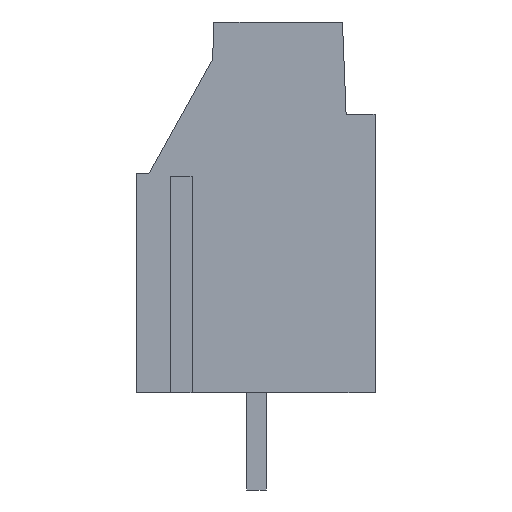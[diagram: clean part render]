
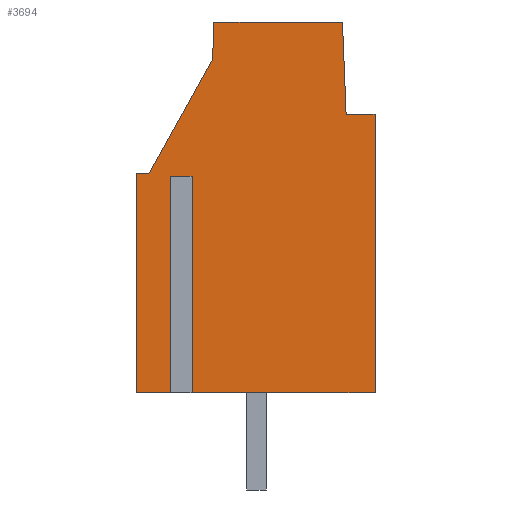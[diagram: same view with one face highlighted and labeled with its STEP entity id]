
A CAD part, left-side view. The second image highlights one B-rep face of the part: STEP entity #3694.
In plain terms, the highlighted planar face has unit normal (-1, 0, 0).
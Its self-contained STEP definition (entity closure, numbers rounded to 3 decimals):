
#3653=AXIS2_PLACEMENT_3D('Plane Axis2P3D',#3650,#3651,#3652) ;
#225=CARTESIAN_POINT('Vertex',(-15.,-11.,4.55)) ;
#300=CARTESIAN_POINT('Vertex',(-15.,-11.,17.4)) ;
#303=CARTESIAN_POINT('Line Origine',(-15.,-11.,10.975)) ;
#451=CARTESIAN_POINT('Vertex',(-15.,-9.495,21.67)) ;
#454=CARTESIAN_POINT('Line Origine',(-15.,-9.579,19.535)) ;
#458=CARTESIAN_POINT('Vertex',(-15.,-9.663,17.4)) ;
#505=CARTESIAN_POINT('Line Origine',(-15.,-6.625,4.55)) ;
#509=CARTESIAN_POINT('Vertex',(-15.,-2.25,4.55)) ;
#558=CARTESIAN_POINT('Vertex',(-15.,-1.85,4.55)) ;
#561=CARTESIAN_POINT('Line Origine',(-15.,-0.925,4.55)) ;
#565=CARTESIAN_POINT('Vertex',(-15.,0.,4.55)) ;
#1169=CARTESIAN_POINT('Vertex',(-15.,-3.554,21.67)) ;
#1172=CARTESIAN_POINT('Line Origine',(-15.,-6.525,21.67)) ;
#1439=CARTESIAN_POINT('Line Origine',(-15.,0.,9.6)) ;
#1443=CARTESIAN_POINT('Vertex',(-15.,0.,14.65)) ;
#1911=CARTESIAN_POINT('Vertex',(-15.,-3.494,19.949)) ;
#1995=CARTESIAN_POINT('Vertex',(-15.,-0.555,14.65)) ;
#1998=CARTESIAN_POINT('Line Origine',(-15.,-2.025,17.3)) ;
#2027=CARTESIAN_POINT('Line Origine',(-15.,-3.524,20.81)) ;
#3624=CARTESIAN_POINT('Line Origine',(-15.,-10.331,17.4)) ;
#3650=CARTESIAN_POINT('Axis2P3D Location',(-15.,-15.468,3.1)) ;
#3655=CARTESIAN_POINT('Line Origine',(-15.,-1.85,9.55)) ;
#3659=CARTESIAN_POINT('Vertex',(-15.,-1.85,14.55)) ;
#3662=CARTESIAN_POINT('Line Origine',(-15.,-2.05,14.55)) ;
#3666=CARTESIAN_POINT('Vertex',(-15.,-2.25,14.55)) ;
#3669=CARTESIAN_POINT('Line Origine',(-15.,-2.25,9.55)) ;
#3674=CARTESIAN_POINT('Line Origine',(-15.,-0.278,14.65)) ;
#304=DIRECTION('Vector Direction',(0.,0.,1.)) ;
#455=DIRECTION('Vector Direction',(0.,-0.039,-0.999)) ;
#506=DIRECTION('Vector Direction',(0.,1.,0.)) ;
#562=DIRECTION('Vector Direction',(0.,1.,0.)) ;
#1173=DIRECTION('Vector Direction',(0.,1.,0.)) ;
#1440=DIRECTION('Vector Direction',(0.,0.,-1.)) ;
#1999=DIRECTION('Vector Direction',(0.,-0.485,0.875)) ;
#2028=DIRECTION('Vector Direction',(0.,0.035,-0.999)) ;
#3625=DIRECTION('Vector Direction',(0.,1.,0.)) ;
#3651=DIRECTION('Axis2P3D Direction',(1.,0.,0.)) ;
#3652=DIRECTION('Axis2P3D XDirection',(0.,1.,0.)) ;
#3656=DIRECTION('Vector Direction',(0.,0.,1.)) ;
#3663=DIRECTION('Vector Direction',(0.,-1.,0.)) ;
#3670=DIRECTION('Vector Direction',(0.,0.,1.)) ;
#3675=DIRECTION('Vector Direction',(0.,-1.,0.)) ;
#305=VECTOR('Line Direction',#304,1.) ;
#456=VECTOR('Line Direction',#455,1.) ;
#507=VECTOR('Line Direction',#506,1.) ;
#563=VECTOR('Line Direction',#562,1.) ;
#1174=VECTOR('Line Direction',#1173,1.) ;
#1441=VECTOR('Line Direction',#1440,1.) ;
#2000=VECTOR('Line Direction',#1999,1.) ;
#2029=VECTOR('Line Direction',#2028,1.) ;
#3626=VECTOR('Line Direction',#3625,1.) ;
#3657=VECTOR('Line Direction',#3656,1.) ;
#3664=VECTOR('Line Direction',#3663,1.) ;
#3671=VECTOR('Line Direction',#3670,1.) ;
#3676=VECTOR('Line Direction',#3675,1.) ;
#3680=ORIENTED_EDGE('',*,*,#3661,.T.) ;
#3681=ORIENTED_EDGE('',*,*,#3668,.T.) ;
#3682=ORIENTED_EDGE('',*,*,#3673,.F.) ;
#3683=ORIENTED_EDGE('',*,*,#511,.F.) ;
#3684=ORIENTED_EDGE('',*,*,#307,.F.) ;
#3685=ORIENTED_EDGE('',*,*,#3628,.F.) ;
#3686=ORIENTED_EDGE('',*,*,#460,.F.) ;
#3687=ORIENTED_EDGE('',*,*,#1176,.F.) ;
#3688=ORIENTED_EDGE('',*,*,#2031,.F.) ;
#3689=ORIENTED_EDGE('',*,*,#2002,.F.) ;
#3690=ORIENTED_EDGE('',*,*,#3678,.F.) ;
#3691=ORIENTED_EDGE('',*,*,#1445,.F.) ;
#3692=ORIENTED_EDGE('',*,*,#567,.F.) ;
#3694=ADVANCED_FACE('housing',(#3693),#3654,.F.) ;
#307=EDGE_CURVE('',#301,#226,#306,.F.) ;
#460=EDGE_CURVE('',#452,#459,#457,.T.) ;
#511=EDGE_CURVE('',#226,#510,#508,.T.) ;
#567=EDGE_CURVE('',#559,#566,#564,.T.) ;
#1176=EDGE_CURVE('',#1170,#452,#1175,.F.) ;
#1445=EDGE_CURVE('',#566,#1444,#1442,.F.) ;
#2002=EDGE_CURVE('',#1996,#1912,#2001,.T.) ;
#2031=EDGE_CURVE('',#1912,#1170,#2030,.F.) ;
#3628=EDGE_CURVE('',#459,#301,#3627,.F.) ;
#3661=EDGE_CURVE('',#559,#3660,#3658,.T.) ;
#3668=EDGE_CURVE('',#3660,#3667,#3665,.T.) ;
#3673=EDGE_CURVE('',#510,#3667,#3672,.T.) ;
#3678=EDGE_CURVE('',#1444,#1996,#3677,.T.) ;
#3679=EDGE_LOOP('',(#3680,#3681,#3682,#3683,#3684,#3685,#3686,#3687,#3688,#3689,#3690,#3691,#3692)) ;
#3693=FACE_OUTER_BOUND('',#3679,.T.) ;
#306=LINE('Line',#303,#305) ;
#457=LINE('Line',#454,#456) ;
#508=LINE('Line',#505,#507) ;
#564=LINE('Line',#561,#563) ;
#1175=LINE('Line',#1172,#1174) ;
#1442=LINE('Line',#1439,#1441) ;
#2001=LINE('Line',#1998,#2000) ;
#2030=LINE('Line',#2027,#2029) ;
#3627=LINE('Line',#3624,#3626) ;
#3658=LINE('Line',#3655,#3657) ;
#3665=LINE('Line',#3662,#3664) ;
#3672=LINE('Line',#3669,#3671) ;
#3677=LINE('Line',#3674,#3676) ;
#3654=PLANE('',#3653) ;
#226=VERTEX_POINT('',#225) ;
#301=VERTEX_POINT('',#300) ;
#452=VERTEX_POINT('',#451) ;
#459=VERTEX_POINT('',#458) ;
#510=VERTEX_POINT('',#509) ;
#559=VERTEX_POINT('',#558) ;
#566=VERTEX_POINT('',#565) ;
#1170=VERTEX_POINT('',#1169) ;
#1444=VERTEX_POINT('',#1443) ;
#1912=VERTEX_POINT('',#1911) ;
#1996=VERTEX_POINT('',#1995) ;
#3660=VERTEX_POINT('',#3659) ;
#3667=VERTEX_POINT('',#3666) ;
